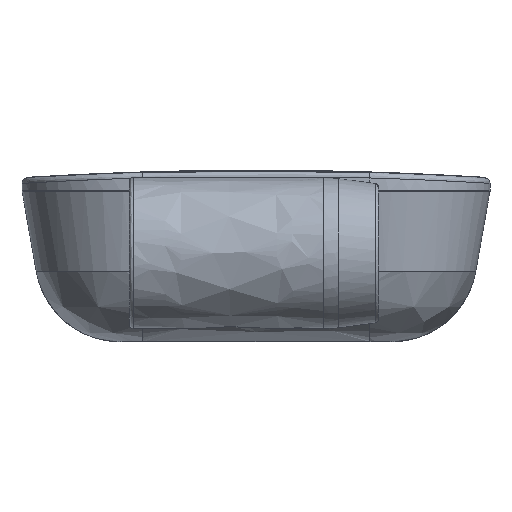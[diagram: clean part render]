
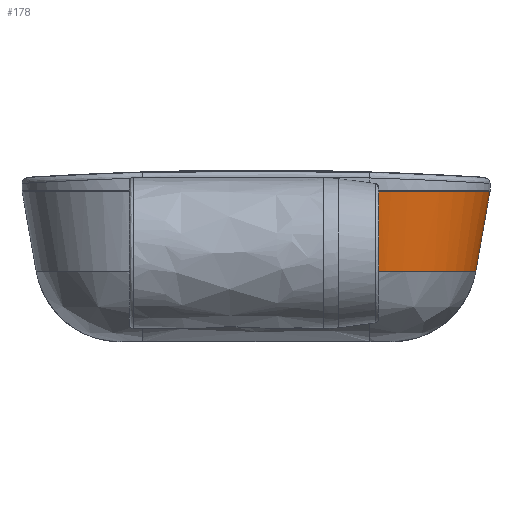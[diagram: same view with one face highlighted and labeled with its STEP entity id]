
A CAD part, left-side view. The second image highlights one B-rep face of the part: STEP entity #178.
In plain terms, the highlighted free-form (B-spline) face has degree [1, 3] with [2, 4] control points.
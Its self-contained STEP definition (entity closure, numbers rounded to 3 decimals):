
#178 = ADVANCED_FACE('',(#179),#212,.T.);
#179 = FACE_BOUND('',#180,.T.);
#180 = EDGE_LOOP('',(#181,#190,#198,#205));
#181 = ORIENTED_EDGE('',*,*,#182,.T.);
#182 = EDGE_CURVE('',#183,#185,#187,.T.);
#183 = VERTEX_POINT('',#184);
#184 = CARTESIAN_POINT('',(-80.083,-64.839,
    86.452));
#185 = VERTEX_POINT('',#186);
#186 = CARTESIAN_POINT('',(-71.925,-64.839,
    40.185));
#187 = B_SPLINE_CURVE_WITH_KNOTS('',1,(#188,#189),.UNSPECIFIED.,.F.,.F.,
  (2,2),(0.,43.475),.PIECEWISE_BEZIER_KNOTS.);
#188 = CARTESIAN_POINT('',(-80.083,-64.839,
    86.452));
#189 = CARTESIAN_POINT('',(-71.925,-64.839,
    40.185));
#190 = ORIENTED_EDGE('',*,*,#191,.T.);
#191 = EDGE_CURVE('',#185,#192,#194,.T.);
#192 = VERTEX_POINT('',#193);
#193 = CARTESIAN_POINT('',(-10.807,-125.957,
    40.185));
#194 = ( BOUNDED_CURVE() B_SPLINE_CURVE(2,(#195,#196,#197),
.UNSPECIFIED.,.F.,.F.) B_SPLINE_CURVE_WITH_KNOTS((3,3),(0.,
1.571),.PIECEWISE_BEZIER_KNOTS.) CURVE() 
GEOMETRIC_REPRESENTATION_ITEM() RATIONAL_B_SPLINE_CURVE((1.,
0.707,1.)) REPRESENTATION_ITEM('') );
#195 = CARTESIAN_POINT('',(-71.925,-64.839,
    40.185));
#196 = CARTESIAN_POINT('',(-71.925,-125.957,
    40.185));
#197 = CARTESIAN_POINT('',(-10.807,-125.957,
    40.185));
#198 = ORIENTED_EDGE('',*,*,#199,.T.);
#199 = EDGE_CURVE('',#192,#200,#202,.T.);
#200 = VERTEX_POINT('',#201);
#201 = CARTESIAN_POINT('',(-10.807,-134.115,
    86.452));
#202 = B_SPLINE_CURVE_WITH_KNOTS('',1,(#203,#204),.UNSPECIFIED.,.F.,.F.,
  (2,2),(0.,43.475),.PIECEWISE_BEZIER_KNOTS.);
#203 = CARTESIAN_POINT('',(-10.807,-125.957,
    40.185));
#204 = CARTESIAN_POINT('',(-10.807,-134.115,
    86.452));
#205 = ORIENTED_EDGE('',*,*,#206,.T.);
#206 = EDGE_CURVE('',#200,#183,#207,.T.);
#207 = ( BOUNDED_CURVE() B_SPLINE_CURVE(3,(#208,#209,#210,#211),
.UNSPECIFIED.,.F.,.F.) B_SPLINE_CURVE_WITH_KNOTS((4,4),(0.,1.),
.PIECEWISE_BEZIER_KNOTS.) CURVE() GEOMETRIC_REPRESENTATION_ITEM() 
RATIONAL_B_SPLINE_CURVE((1.,0.805,0.805,1.)) 
REPRESENTATION_ITEM('') );
#208 = CARTESIAN_POINT('',(-10.807,-134.115,
    86.452));
#209 = CARTESIAN_POINT('',(-51.388,-134.115,
    86.452));
#210 = CARTESIAN_POINT('',(-80.083,-105.42,
    86.452));
#211 = CARTESIAN_POINT('',(-80.083,-64.839,
    86.452));
#212 = ( BOUNDED_SURFACE() B_SPLINE_SURFACE(1,3,(
    (#213,#214,#215,#216)
    ,(#217,#218,#219,#220
)),.UNSPECIFIED.,.F.,.F.,.F.) B_SPLINE_SURFACE_WITH_KNOTS((2,2),(4,4),(
    0.,1.),(0.,1.),.PIECEWISE_BEZIER_KNOTS.) 
GEOMETRIC_REPRESENTATION_ITEM() RATIONAL_B_SPLINE_SURFACE((
    (1.,0.805,0.805,1.)
,(1.,0.805,0.805,1.
))) REPRESENTATION_ITEM('') SURFACE() );
#213 = CARTESIAN_POINT('',(-80.083,-64.839,
    86.452));
#214 = CARTESIAN_POINT('',(-80.083,-105.42,
    86.452));
#215 = CARTESIAN_POINT('',(-51.388,-134.115,
    86.452));
#216 = CARTESIAN_POINT('',(-10.807,-134.115,
    86.452));
#217 = CARTESIAN_POINT('',(-71.925,-64.839,
    40.185));
#218 = CARTESIAN_POINT('',(-71.925,-100.641,
    40.185));
#219 = CARTESIAN_POINT('',(-46.609,-125.957,
    40.185));
#220 = CARTESIAN_POINT('',(-10.807,-125.957,
    40.185));
